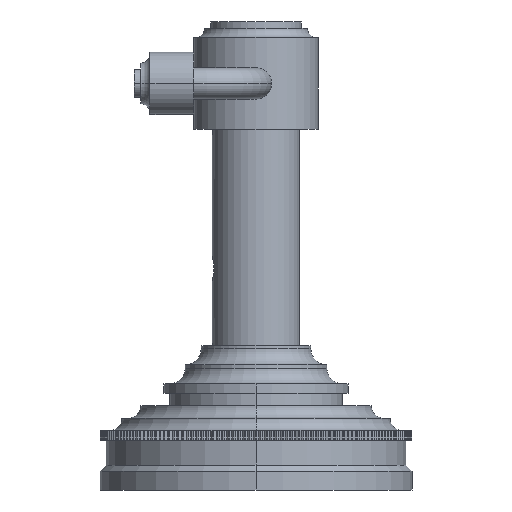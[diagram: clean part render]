
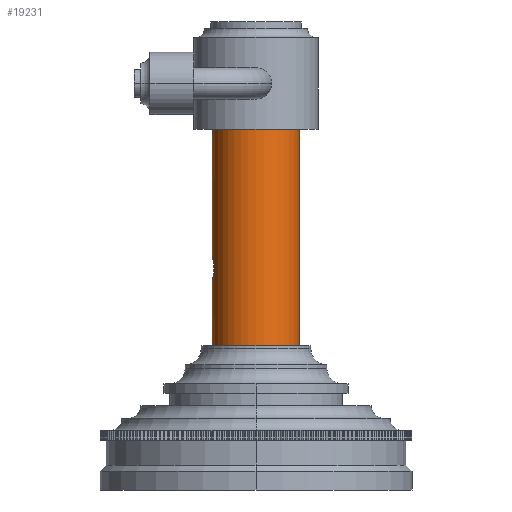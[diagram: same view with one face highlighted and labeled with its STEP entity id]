
A CAD part, left-side view. The second image highlights one B-rep face of the part: STEP entity #19231.
In plain terms, the highlighted cylindrical face has radius 8.89 mm (diameter 17.78 mm), a partial arc.
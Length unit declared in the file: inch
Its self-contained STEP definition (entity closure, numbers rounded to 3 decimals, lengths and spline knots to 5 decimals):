
#18712=CARTESIAN_POINT('',(0.,0.35,1.677));
#18729=CARTESIAN_POINT('',(0.,0.35,1.873));
#18741=CARTESIAN_POINT('',(0.,0.35,1.873));
#18742=CARTESIAN_POINT('',(-0.00663,0.35,1.873));
#18743=CARTESIAN_POINT('',(-0.01945,0.34963,
1.87132));
#18744=CARTESIAN_POINT('',(-0.03772,0.34811,
1.86411));
#18745=CARTESIAN_POINT('',(-0.05362,0.34597,
1.85296));
#18746=CARTESIAN_POINT('',(-0.06673,0.34365,
1.83879));
#18747=CARTESIAN_POINT('',(-0.07685,0.3415,
1.8222));
#18748=CARTESIAN_POINT('',(-0.08365,0.33987,
1.80414));
#18749=CARTESIAN_POINT('',(-0.08713,0.33898,
1.78495));
#18750=CARTESIAN_POINT('',(-0.08718,0.33897,
1.76565));
#18751=CARTESIAN_POINT('',(-0.08381,0.33983,
1.74648));
#18752=CARTESIAN_POINT('',(-0.07713,0.34143,
1.72841));
#18753=CARTESIAN_POINT('',(-0.06718,0.34356,
1.71182));
#18754=CARTESIAN_POINT('',(-0.05422,0.34588,
1.69758));
#18755=CARTESIAN_POINT('',(-0.03842,0.34803,
1.68627));
#18756=CARTESIAN_POINT('',(-0.02002,0.3496,
1.6788));
#18757=CARTESIAN_POINT('',(-0.00686,0.35,1.677));
#18758=CARTESIAN_POINT('',(0.,0.35,1.677));
#18760=DIRECTION('',(0.,0.,-1.));
#18761=VECTOR('',#18760,1.017);
#18762=CARTESIAN_POINT('',(0.,0.35,2.89));
#18763=LINE('',#18762,#18761);
#18764=CARTESIAN_POINT('',(0.,0.,2.89));
#18765=DIRECTION('',(0.,0.,1.));
#18766=DIRECTION('',(0.,1.,0.));
#18767=AXIS2_PLACEMENT_3D('',#18764,#18765,#18766);
#18769=DIRECTION('',(0.,0.,-1.));
#18770=VECTOR('',#18769,1.734);
#18771=CARTESIAN_POINT('',(0.,-0.35,2.89));
#18772=LINE('',#18771,#18770);
#18773=CARTESIAN_POINT('',(0.,0.,1.156));
#18774=DIRECTION('',(0.,0.,-1.));
#18775=DIRECTION('',(0.,-1.,0.));
#18776=AXIS2_PLACEMENT_3D('',#18773,#18774,#18775);
#18778=DIRECTION('',(0.,0.,-1.));
#18779=VECTOR('',#18778,0.521);
#18780=CARTESIAN_POINT('',(0.,0.35,1.677));
#18781=LINE('',#18780,#18779);
#18965=CARTESIAN_POINT('',(0.,-0.35,1.156));
#18966=CARTESIAN_POINT('',(0.,0.35,1.156));
#18967=VERTEX_POINT('',#18965);
#18968=VERTEX_POINT('',#18966);
#18969=CARTESIAN_POINT('',(0.,-0.35,2.89));
#18970=CARTESIAN_POINT('',(0.,0.35,2.89));
#18971=VERTEX_POINT('',#18969);
#18972=VERTEX_POINT('',#18970);
#18993=VERTEX_POINT('',#18712);
#18994=VERTEX_POINT('',#18729);
#19215=CARTESIAN_POINT('',(0.,0.,0.748));
#19216=DIRECTION('',(0.,0.,1.));
#19217=DIRECTION('',(0.,1.,0.));
#19218=AXIS2_PLACEMENT_3D('',#19215,#19216,#19217);
#19219=CYLINDRICAL_SURFACE('',#19218,0.35);
#19221=ORIENTED_EDGE('',*,*,#19220,.F.);
#19222=ORIENTED_EDGE('',*,*,#19198,.F.);
#19224=ORIENTED_EDGE('',*,*,#19223,.T.);
#19225=ORIENTED_EDGE('',*,*,#19194,.T.);
#19227=ORIENTED_EDGE('',*,*,#19226,.T.);
#19228=ORIENTED_EDGE('',*,*,#19190,.F.);
#19229=EDGE_LOOP('',(#19221,#19222,#19224,#19225,#19227,#19228));
#19230=FACE_OUTER_BOUND('',#19229,.F.);
#19231=ADVANCED_FACE('',(#19230),#19219,.T.);
#18759=B_SPLINE_CURVE_WITH_KNOTS('',3,(#18741,#18742,#18743,#18744,#18745,
#18746,#18747,#18748,#18749,#18750,#18751,#18752,#18753,#18754,#18755,#18756,
#18757,#18758),.UNSPECIFIED.,.F.,.F.,(4,1,1,1,1,1,1,1,1,1,1,1,1,1,1,4),(0.,
0.06667,0.13333,0.2,0.26667,0.33333,
0.4,0.46667,0.53333,0.6,0.66667,
0.73333,0.8,0.86667,0.93333,1.),
.UNSPECIFIED.);
#18768=CIRCLE('',#18767,0.35);
#18777=CIRCLE('',#18776,0.35);
#19190=EDGE_CURVE('',#18993,#18968,#18781,.T.);
#19194=EDGE_CURVE('',#18971,#18967,#18772,.T.);
#19198=EDGE_CURVE('',#18972,#18994,#18763,.T.);
#19220=EDGE_CURVE('',#18994,#18993,#18759,.T.);
#19223=EDGE_CURVE('',#18972,#18971,#18768,.T.);
#19226=EDGE_CURVE('',#18967,#18968,#18777,.T.);
